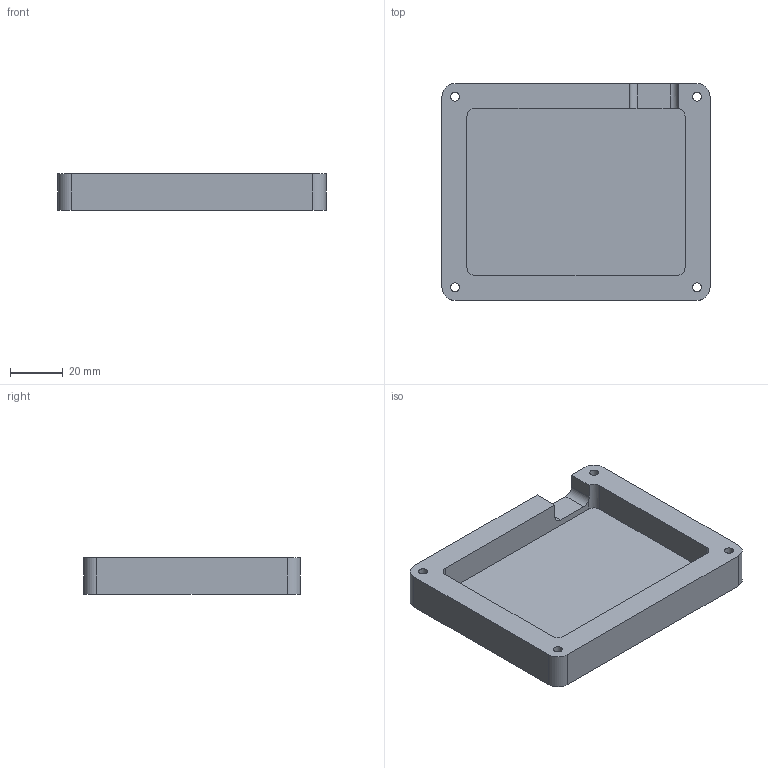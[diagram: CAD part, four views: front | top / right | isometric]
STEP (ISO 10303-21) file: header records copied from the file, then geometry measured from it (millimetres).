
FILE_DESCRIPTION(/* description */ (''),/* implementation_level */ '2;1');
FILE_NAME(/* name */ 'CASE.step',/* time_stamp */ '2025-06-28T21:23:57-04:00',/* author */ (''),/* organization */ (''),/* preprocessor_version */ 'ST-DEVELOPER v20.1',/* originating_system */ 'Autodesk Translation Framework v14.10.0.0',/* authorisation */ '');
FILE_SCHEMA (('AUTOMOTIVE_DESIGN { 1 0 10303 214 3 1 1 }'));
Length unit declared in the file: millimetre
Products named in the file (2): casae; case
Assembly tree (1 placements, depth 2):
  casae
    case
Bounding box: 101.96 x 82.51 x 14 mm (x, y, z)
Volume: 57405.3 mm3; surface area: 25451.6 mm2
Topology: 1 solids, 1 shells, 36 faces, 90 edges, 60 vertices
Faces by surface type: plane 18, cylinder 18
Full cylindrical faces by diameter (mm): 3.4 x4, 6 x4
Entity records: 1162 total; most frequent: DIRECTION 203, CARTESIAN_POINT 194, ORIENTED_EDGE 180, EDGE_CURVE 90, AXIS2_PLACEMENT_3D 75, VERTEX_POINT 60, LINE 53, VECTOR 53
